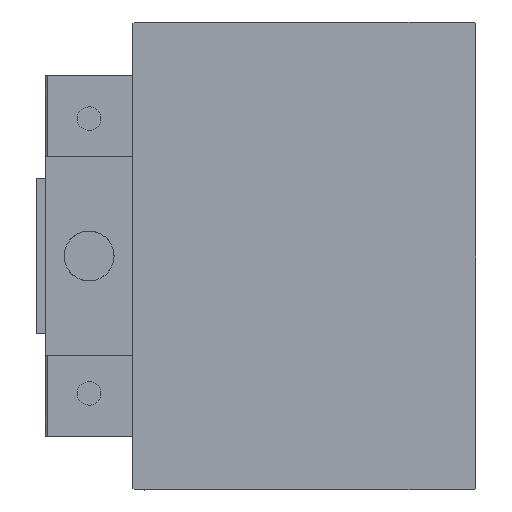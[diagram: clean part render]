
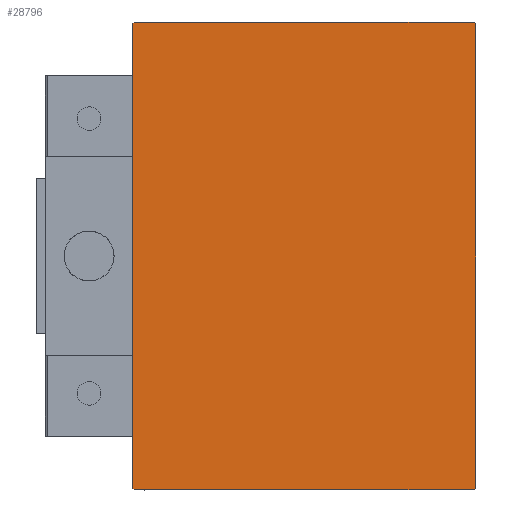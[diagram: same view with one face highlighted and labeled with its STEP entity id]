
A CAD part, left-side view. The second image highlights one B-rep face of the part: STEP entity #28796.
In plain terms, the highlighted face is planar.
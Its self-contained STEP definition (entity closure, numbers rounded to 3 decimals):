
#34 = EDGE_CURVE ( 'NONE', #42650, #37277, #22737, .T. ) ;
#3416 = VERTEX_POINT ( 'NONE', #24941 ) ;
#3447 = CARTESIAN_POINT ( 'NONE',  ( 135., -27.5, -37.2 ) ) ;
#3600 = ORIENTED_EDGE ( 'NONE', *, *, #34, .T. ) ;
#3778 = EDGE_CURVE ( 'NONE', #37277, #9321, #33652, .T. ) ;
#5644 = EDGE_CURVE ( 'NONE', #5984, #3416, #41271, .T. ) ;
#5984 = VERTEX_POINT ( 'NONE', #41962 ) ;
#6573 = VECTOR ( 'NONE', #46661, 1000. ) ;
#6788 = CARTESIAN_POINT ( 'NONE',  ( 135., -32.35, 32.35 ) ) ;
#6800 = ORIENTED_EDGE ( 'NONE', *, *, #5644, .T. ) ;
#7031 = EDGE_CURVE ( 'NONE', #19828, #42650, #42646, .T. ) ;
#8822 = AXIS2_PLACEMENT_3D ( 'NONE', #48703, #10449, #13733 ) ;
#9321 = VERTEX_POINT ( 'NONE', #30829 ) ;
#10449 = DIRECTION ( 'NONE',  ( 1., 0., 0. ) ) ;
#11123 = VECTOR ( 'NONE', #30759, 1000. ) ;
#11195 = DIRECTION ( 'NONE',  ( 0., 1., 0. ) ) ;
#11487 = DIRECTION ( 'NONE',  ( 0., 0.707, -0.707 ) ) ;
#11732 = CARTESIAN_POINT ( 'NONE',  ( 135., -32.35, -32.35 ) ) ;
#13733 = DIRECTION ( 'NONE',  ( 0., 0., -1. ) ) ;
#14797 = DIRECTION ( 'NONE',  ( 0., -1., 0. ) ) ;
#15695 = ORIENTED_EDGE ( 'NONE', *, *, #3778, .T. ) ;
#16849 = EDGE_CURVE ( 'NONE', #39258, #19828, #41664, .T. ) ;
#18574 = CARTESIAN_POINT ( 'NONE',  ( 135., 27.5, 37.5 ) ) ;
#19828 = VERTEX_POINT ( 'NONE', #25579 ) ;
#20028 = VECTOR ( 'NONE', #14797, 1000. ) ;
#21512 = ORIENTED_EDGE ( 'NONE', *, *, #7031, .T. ) ;
#22236 = VERTEX_POINT ( 'NONE', #3447 ) ;
#22737 = LINE ( 'NONE', #38094, #11123 ) ;
#22915 = LINE ( 'NONE', #42281, #44205 ) ;
#22998 = EDGE_CURVE ( 'NONE', #9321, #5984, #33182, .T. ) ;
#23162 = DIRECTION ( 'NONE',  ( 0., 0., -1. ) ) ;
#23520 = ORIENTED_EDGE ( 'NONE', *, *, #16849, .T. ) ;
#23529 = CARTESIAN_POINT ( 'NONE',  ( 135., 32.35, -32.35 ) ) ;
#24019 = VECTOR ( 'NONE', #11487, 1000. ) ;
#24662 = CARTESIAN_POINT ( 'NONE',  ( 135., 27.5, 37.2 ) ) ;
#24941 = CARTESIAN_POINT ( 'NONE',  ( 135., -27.5, 37.2 ) ) ;
#25233 = EDGE_LOOP ( 'NONE', ( #23520, #21512, #3600, #15695, #48176, #6800, #45193, #26572 ) ) ;
#25579 = CARTESIAN_POINT ( 'NONE',  ( 135., 27.2, -37.5 ) ) ;
#26572 = ORIENTED_EDGE ( 'NONE', *, *, #41223, .T. ) ;
#28796 = ADVANCED_FACE ( 'NONE', ( #44685 ), #37652, .T. ) ;
#29609 = EDGE_CURVE ( 'NONE', #3416, #22236, #22915, .T. ) ;
#29885 = DIRECTION ( 'NONE',  ( 0., -0.707, 0.707 ) ) ;
#30759 = DIRECTION ( 'NONE',  ( 0., 0., 1. ) ) ;
#30829 = CARTESIAN_POINT ( 'NONE',  ( 135., 27.2, 37.5 ) ) ;
#33182 = LINE ( 'NONE', #18574, #20028 ) ;
#33652 = LINE ( 'NONE', #40722, #35363 ) ;
#35063 = VECTOR ( 'NONE', #11195, 1000. ) ;
#35363 = VECTOR ( 'NONE', #29885, 1000. ) ;
#36158 = CARTESIAN_POINT ( 'NONE',  ( 135., 27.5, -37.2 ) ) ;
#37277 = VERTEX_POINT ( 'NONE', #24662 ) ;
#37652 = PLANE ( 'NONE',  #8822 ) ;
#38094 = CARTESIAN_POINT ( 'NONE',  ( 135., 27.5, -37.5 ) ) ;
#39258 = VERTEX_POINT ( 'NONE', #40225 ) ;
#40225 = CARTESIAN_POINT ( 'NONE',  ( 135., -27.2, -37.5 ) ) ;
#40722 = CARTESIAN_POINT ( 'NONE',  ( 135., 32.35, 32.35 ) ) ;
#41223 = EDGE_CURVE ( 'NONE', #22236, #39258, #45977, .T. ) ;
#41271 = LINE ( 'NONE', #6788, #41895 ) ;
#41664 = LINE ( 'NONE', #45683, #35063 ) ;
#41895 = VECTOR ( 'NONE', #49065, 1000. ) ;
#41962 = CARTESIAN_POINT ( 'NONE',  ( 135., -27.2, 37.5 ) ) ;
#42281 = CARTESIAN_POINT ( 'NONE',  ( 135., -27.5, 37.5 ) ) ;
#42646 = LINE ( 'NONE', #23529, #6573 ) ;
#42650 = VERTEX_POINT ( 'NONE', #36158 ) ;
#44205 = VECTOR ( 'NONE', #23162, 1000. ) ;
#44685 = FACE_OUTER_BOUND ( 'NONE', #25233, .T. ) ;
#45193 = ORIENTED_EDGE ( 'NONE', *, *, #29609, .T. ) ;
#45683 = CARTESIAN_POINT ( 'NONE',  ( 135., -27.5, -37.5 ) ) ;
#45977 = LINE ( 'NONE', #11732, #24019 ) ;
#46661 = DIRECTION ( 'NONE',  ( 0., 0.707, 0.707 ) ) ;
#48176 = ORIENTED_EDGE ( 'NONE', *, *, #22998, .T. ) ;
#48703 = CARTESIAN_POINT ( 'NONE',  ( 135., 0., 0. ) ) ;
#49065 = DIRECTION ( 'NONE',  ( 0., -0.707, -0.707 ) ) ;
